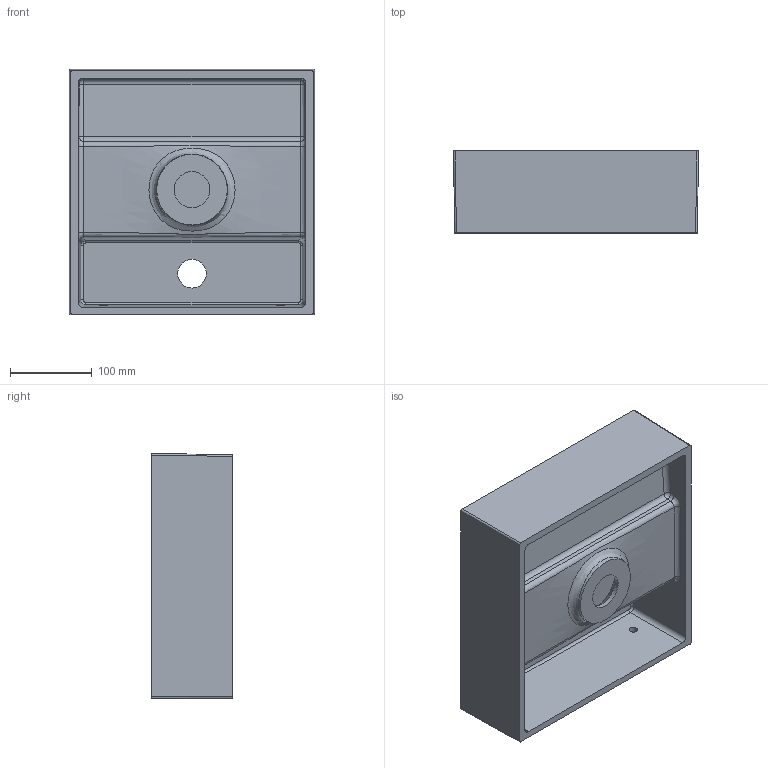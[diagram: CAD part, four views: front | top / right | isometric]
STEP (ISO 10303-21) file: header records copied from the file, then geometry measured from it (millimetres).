
FILE_DESCRIPTION (( 'STEP AP214' ), '1' );
FILE_NAME ('Toni 300.STEP', '2023-07-05T11:28:16', ( 'User Windows' ), ( '' ), 'SwSTEP 2.0', 'SolidWorks 2020', '' );
FILE_SCHEMA (( 'AUTOMOTIVE_DESIGN' ));
Length unit declared in the file: millimetre
Products named in the file (1): Toni 300
Bounding box: 300 x 100 x 300 mm (x, y, z)
Volume: 2495278.4 mm3; surface area: 486440.8 mm2
Topology: 2 solids, 2 shells, 122 faces, 289 edges, 173 vertices
Faces by surface type: cylinder 42, bspline 37, plane 30, cone 6, sphere 4, torus 3
Full cylindrical faces by diameter (mm): 10 x2, 35 x1, 45 x1
Entity records: 14702 total; most frequent: CARTESIAN_POINT 12330, ORIENTED_EDGE 508, DIRECTION 413, EDGE_CURVE 254, VERTEX_POINT 160, AXIS2_PLACEMENT_3D 158, EDGE_LOOP 154, FACE_OUTER_BOUND 134
